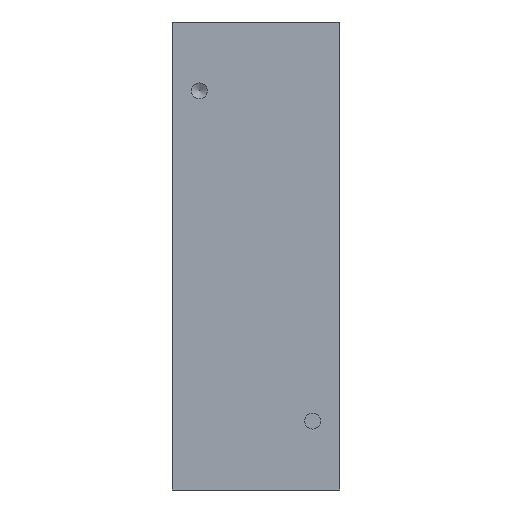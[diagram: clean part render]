
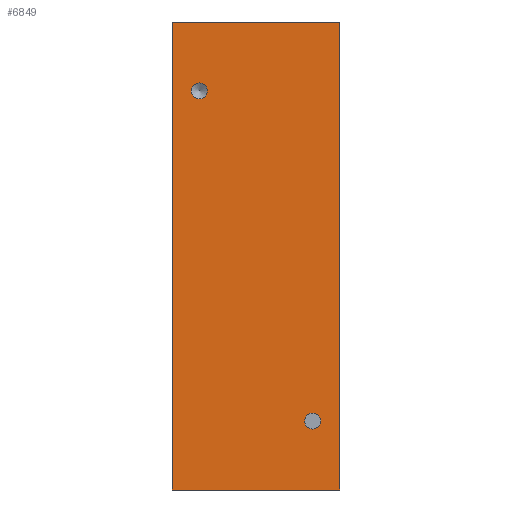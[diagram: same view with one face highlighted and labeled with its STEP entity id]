
A CAD part, front view. The second image highlights one B-rep face of the part: STEP entity #6849.
In plain terms, the highlighted planar face has unit normal (0, -1, 0).
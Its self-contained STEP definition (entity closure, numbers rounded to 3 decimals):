
#225=FACE_BOUND('',#1196,.T.);
#226=FACE_BOUND('',#1197,.T.);
#408=PLANE('',#7536);
#754=FACE_OUTER_BOUND('',#1195,.T.);
#1195=EDGE_LOOP('',(#5744,#5745,#5746,#5747));
#1196=EDGE_LOOP('',(#5748));
#1197=EDGE_LOOP('',(#5749));
#1539=CIRCLE('',#7530,1.621);
#1541=CIRCLE('',#7534,1.621);
#2029=LINE('',#11842,#2536);
#2042=LINE('',#11902,#2549);
#2043=LINE('',#11904,#2550);
#2044=LINE('',#11905,#2551);
#2536=VECTOR('',#9190,10.);
#2549=VECTOR('',#9261,10.);
#2550=VECTOR('',#9262,10.);
#2551=VECTOR('',#9263,10.);
#3157=VERTEX_POINT('',#11839);
#3158=VERTEX_POINT('',#11841);
#3172=VERTEX_POINT('',#11887);
#3175=VERTEX_POINT('',#11896);
#3176=VERTEX_POINT('',#11901);
#3177=VERTEX_POINT('',#11903);
#4023=EDGE_CURVE('',#3158,#3157,#2029,.T.);
#4044=EDGE_CURVE('',#3172,#3172,#1539,.T.);
#4048=EDGE_CURVE('',#3175,#3175,#1541,.T.);
#4050=EDGE_CURVE('',#3157,#3176,#2042,.T.);
#4051=EDGE_CURVE('',#3177,#3176,#2043,.T.);
#4052=EDGE_CURVE('',#3177,#3158,#2044,.T.);
#5744=ORIENTED_EDGE('',*,*,#4050,.T.);
#5745=ORIENTED_EDGE('',*,*,#4051,.F.);
#5746=ORIENTED_EDGE('',*,*,#4052,.T.);
#5747=ORIENTED_EDGE('',*,*,#4023,.T.);
#5748=ORIENTED_EDGE('',*,*,#4044,.T.);
#5749=ORIENTED_EDGE('',*,*,#4048,.T.);
#6849=ADVANCED_FACE('',(#754,#225,#226),#408,.T.);
#7530=AXIS2_PLACEMENT_3D('',#11888,#9244,#9245);
#7534=AXIS2_PLACEMENT_3D('',#11897,#9254,#9255);
#7536=AXIS2_PLACEMENT_3D('',#11900,#9259,#9260);
#9190=DIRECTION('',(0.,0.,-1.));
#9244=DIRECTION('center_axis',(0.,1.,0.));
#9245=DIRECTION('ref_axis',(1.,0.,0.));
#9254=DIRECTION('center_axis',(0.,1.,0.));
#9255=DIRECTION('ref_axis',(1.,0.,0.));
#9259=DIRECTION('center_axis',(0.,-1.,0.));
#9260=DIRECTION('ref_axis',(0.,0.,-1.));
#9261=DIRECTION('',(1.,0.,0.));
#9262=DIRECTION('',(0.,0.,-1.));
#9263=DIRECTION('',(-1.,0.,0.));
#11839=CARTESIAN_POINT('',(-72.224,-205.684,-15.667));
#11841=CARTESIAN_POINT('',(-72.224,-205.684,79.333));
#11842=CARTESIAN_POINT('',(-72.224,-205.684,79.333));
#11887=CARTESIAN_POINT('',(-45.345,-205.684,-1.667));
#11888=CARTESIAN_POINT('Origin',(-43.724,-205.684,-1.667));
#11896=CARTESIAN_POINT('',(-68.345,-205.684,65.333));
#11897=CARTESIAN_POINT('Origin',(-66.724,-205.684,65.333));
#11900=CARTESIAN_POINT('Origin',(-72.224,-205.684,79.333));
#11901=CARTESIAN_POINT('',(-38.224,-205.684,-15.667));
#11902=CARTESIAN_POINT('',(-38.224,-205.684,-15.667));
#11903=CARTESIAN_POINT('',(-38.224,-205.684,79.333));
#11904=CARTESIAN_POINT('',(-38.224,-205.684,79.333));
#11905=CARTESIAN_POINT('',(-38.224,-205.684,79.333));
